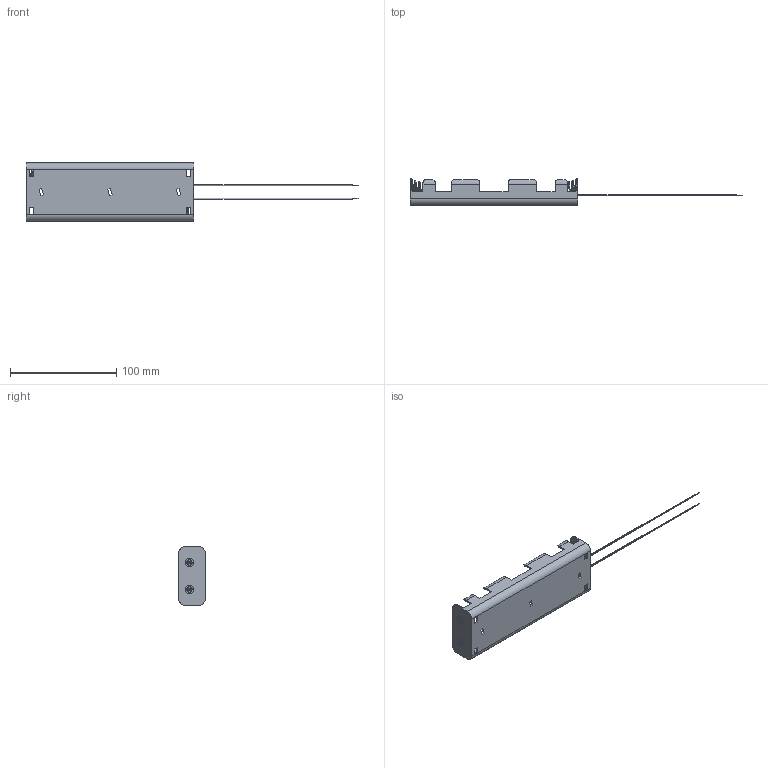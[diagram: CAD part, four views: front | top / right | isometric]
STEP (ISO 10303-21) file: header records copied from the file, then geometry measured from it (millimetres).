
FILE_DESCRIPTION (( 'STEP AP214' ), '1' );
FILE_NAME ('BH26CW.STEP', '2020-01-03T03:10:42', ( '' ), ( '' ), 'SwSTEP 2.0', 'SolidWorks 2017', '' );
FILE_SCHEMA (( 'AUTOMOTIVE_DESIGN' ));
Length unit declared in the file: inch
Products named in the file (1): BH26CW
Bounding box: 313.13 x 25.48 x 54.99 mm (x, y, z)
Volume: 22935.7 mm3; surface area: 39327.4 mm2
Topology: 9 solids, 9 shells, 338 faces, 860 edges, 558 vertices
Faces by surface type: plane 154, cylinder 136, torus 44, bspline 4
Entity records: 14204 total; most frequent: CARTESIAN_POINT 5637, DIRECTION 1802, ORIENTED_EDGE 1720, EDGE_CURVE 860, AXIS2_PLACEMENT_3D 663, VERTEX_POINT 558, VECTOR 476, LINE 476
